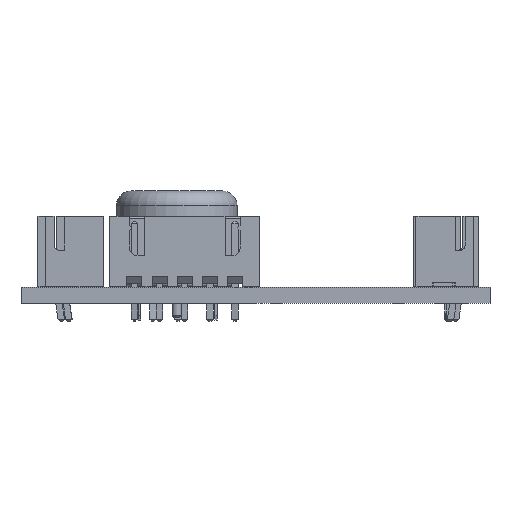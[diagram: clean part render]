
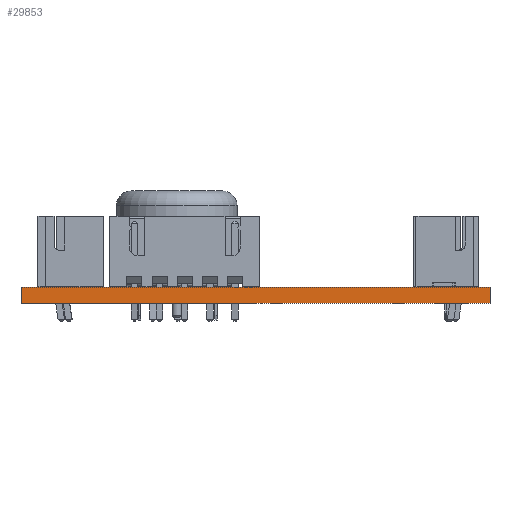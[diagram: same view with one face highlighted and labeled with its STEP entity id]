
A CAD part, front view. The second image highlights one B-rep face of the part: STEP entity #29853.
In plain terms, the highlighted planar face has unit normal (0, -1, 0).
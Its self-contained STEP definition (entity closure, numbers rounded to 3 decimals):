
#29853 = ADVANCED_FACE('',(#29854),#29888,.T.);
#29854 = FACE_BOUND('',#29855,.T.);
#29855 = EDGE_LOOP('',(#29856,#29866,#29874,#29882));
#29856 = ORIENTED_EDGE('',*,*,#29857,.T.);
#29857 = EDGE_CURVE('',#29858,#29860,#29862,.T.);
#29858 = VERTEX_POINT('',#29859);
#29859 = CARTESIAN_POINT('',(181.5,-135.5,0.));
#29860 = VERTEX_POINT('',#29861);
#29861 = CARTESIAN_POINT('',(181.5,-135.5,1.6));
#29862 = LINE('',#29863,#29864);
#29863 = CARTESIAN_POINT('',(181.5,-135.5,0.));
#29864 = VECTOR('',#29865,1.);
#29865 = DIRECTION('',(0.,0.,1.));
#29866 = ORIENTED_EDGE('',*,*,#29867,.T.);
#29867 = EDGE_CURVE('',#29860,#29868,#29870,.T.);
#29868 = VERTEX_POINT('',#29869);
#29869 = CARTESIAN_POINT('',(135.,-135.5,1.6));
#29870 = LINE('',#29871,#29872);
#29871 = CARTESIAN_POINT('',(181.5,-135.5,1.6));
#29872 = VECTOR('',#29873,1.);
#29873 = DIRECTION('',(-1.,0.,0.));
#29874 = ORIENTED_EDGE('',*,*,#29875,.F.);
#29875 = EDGE_CURVE('',#29876,#29868,#29878,.T.);
#29876 = VERTEX_POINT('',#29877);
#29877 = CARTESIAN_POINT('',(135.,-135.5,0.));
#29878 = LINE('',#29879,#29880);
#29879 = CARTESIAN_POINT('',(135.,-135.5,0.));
#29880 = VECTOR('',#29881,1.);
#29881 = DIRECTION('',(0.,0.,1.));
#29882 = ORIENTED_EDGE('',*,*,#29883,.F.);
#29883 = EDGE_CURVE('',#29858,#29876,#29884,.T.);
#29884 = LINE('',#29885,#29886);
#29885 = CARTESIAN_POINT('',(181.5,-135.5,0.));
#29886 = VECTOR('',#29887,1.);
#29887 = DIRECTION('',(-1.,0.,0.));
#29888 = PLANE('',#29889);
#29889 = AXIS2_PLACEMENT_3D('',#29890,#29891,#29892);
#29890 = CARTESIAN_POINT('',(181.5,-135.5,0.));
#29891 = DIRECTION('',(0.,-1.,0.));
#29892 = DIRECTION('',(-1.,0.,0.));
